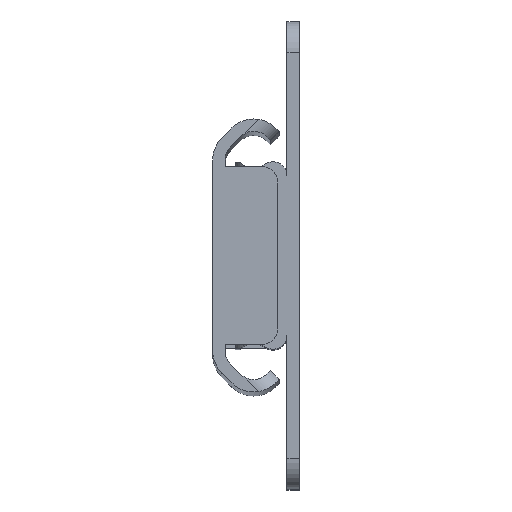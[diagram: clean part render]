
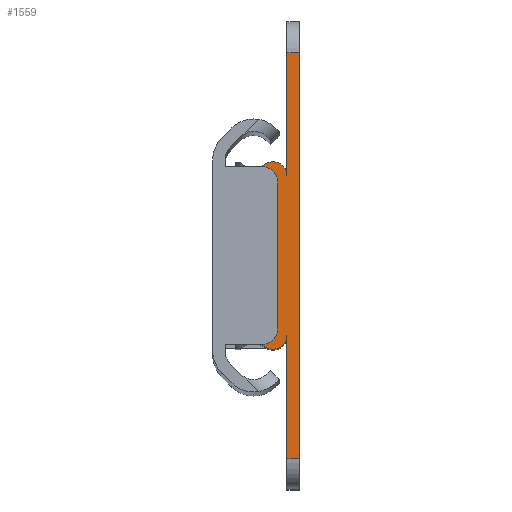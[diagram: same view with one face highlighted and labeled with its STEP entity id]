
A CAD part, top view. The second image highlights one B-rep face of the part: STEP entity #1559.
In plain terms, the highlighted planar face has unit normal (0, 0, 1).
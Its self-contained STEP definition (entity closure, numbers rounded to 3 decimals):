
#32 = AXIS2_PLACEMENT_3D ( 'NONE', #587, #3507, #1514 ) ;
#44 = VERTEX_POINT ( 'NONE', #3578 ) ;
#55 = EDGE_CURVE ( 'NONE', #44, #95, #3697, .T. ) ;
#95 = VERTEX_POINT ( 'NONE', #3409 ) ;
#115 = VERTEX_POINT ( 'NONE', #1076 ) ;
#120 = CARTESIAN_POINT ( 'NONE',  ( -1.6, 0., 0. ) ) ;
#142 = ORIENTED_EDGE ( 'NONE', *, *, #3140, .T. ) ;
#145 = CARTESIAN_POINT ( 'NONE',  ( 1.6, -26.2, 0. ) ) ;
#196 = VERTEX_POINT ( 'NONE', #1182 ) ;
#236 = DIRECTION ( 'NONE',  ( 0., 0., 1. ) ) ;
#265 = CARTESIAN_POINT ( 'NONE',  ( -3.7, 10.32, 0. ) ) ;
#333 = EDGE_CURVE ( 'NONE', #1170, #501, #2084, .T. ) ;
#341 = FACE_OUTER_BOUND ( 'NONE', #3355, .T. ) ;
#347 = ORIENTED_EDGE ( 'NONE', *, *, #3712, .T. ) ;
#381 = PLANE ( 'NONE',  #32 ) ;
#428 = DIRECTION ( 'NONE',  ( 0., 0., -1. ) ) ;
#457 = CIRCLE ( 'NONE', #947, 2.38 ) ;
#480 = CARTESIAN_POINT ( 'NONE',  ( -2.877, 11.763, 0. ) ) ;
#488 = EDGE_CURVE ( 'NONE', #887, #1170, #3732, .T. ) ;
#494 = EDGE_CURVE ( 'NONE', #501, #2586, #1363, .T. ) ;
#499 = VERTEX_POINT ( 'NONE', #553 ) ;
#501 = VERTEX_POINT ( 'NONE', #1758 ) ;
#510 = AXIS2_PLACEMENT_3D ( 'NONE', #1221, #2070, #2905 ) ;
#528 = LINE ( 'NONE', #145, #1138 ) ;
#553 = CARTESIAN_POINT ( 'NONE',  ( 0., 26.2, 0. ) ) ;
#587 = CARTESIAN_POINT ( 'NONE',  ( -1.8, 10.32, 0. ) ) ;
#590 = CIRCLE ( 'NONE', #2693, 0.2 ) ;
#610 = DIRECTION ( 'NONE',  ( 1., 0., 0. ) ) ;
#731 = DIRECTION ( 'NONE',  ( 0., -1., 0. ) ) ;
#765 = DIRECTION ( 'NONE',  ( 1., 0., 0. ) ) ;
#794 = DIRECTION ( 'NONE',  ( 1., 0., 0. ) ) ;
#795 = EDGE_CURVE ( 'NONE', #1034, #903, #457, .T. ) ;
#819 = EDGE_CURVE ( 'NONE', #3088, #1850, #3594, .T. ) ;
#878 = CARTESIAN_POINT ( 'NONE',  ( -3.7, -11.367, 0. ) ) ;
#887 = VERTEX_POINT ( 'NONE', #3028 ) ;
#895 = CARTESIAN_POINT ( 'NONE',  ( -1.8, -10.32, 0. ) ) ;
#903 = VERTEX_POINT ( 'NONE', #1446 ) ;
#947 = AXIS2_PLACEMENT_3D ( 'NONE', #3011, #428, #2723 ) ;
#986 = EDGE_CURVE ( 'NONE', #3260, #1034, #1664, .T. ) ;
#1034 = VERTEX_POINT ( 'NONE', #480 ) ;
#1064 = DIRECTION ( 'NONE',  ( 0., -1., 0. ) ) ;
#1066 = ORIENTED_EDGE ( 'NONE', *, *, #1970, .T. ) ;
#1067 = VECTOR ( 'NONE', #1912, 1000. ) ;
#1076 = CARTESIAN_POINT ( 'NONE',  ( 0., -26.2, 0. ) ) ;
#1113 = DIRECTION ( 'NONE',  ( 1., 0., 0. ) ) ;
#1118 = VERTEX_POINT ( 'NONE', #1899 ) ;
#1136 = CARTESIAN_POINT ( 'NONE',  ( 0., 10.32, 0. ) ) ;
#1138 = VECTOR ( 'NONE', #794, 1000. ) ;
#1170 = VERTEX_POINT ( 'NONE', #878 ) ;
#1182 = CARTESIAN_POINT ( 'NONE',  ( -1.92, -10.48, 0. ) ) ;
#1221 = CARTESIAN_POINT ( 'NONE',  ( -4.3, -13.67, 0. ) ) ;
#1317 = VERTEX_POINT ( 'NONE', #3037 ) ;
#1329 = CARTESIAN_POINT ( 'NONE',  ( -1.8, -10.32, 0. ) ) ;
#1332 = LINE ( 'NONE', #3638, #3604 ) ;
#1335 = EDGE_CURVE ( 'NONE', #499, #3260, #2488, .T. ) ;
#1363 = CIRCLE ( 'NONE', #2498, 1.8 ) ;
#1368 = AXIS2_PLACEMENT_3D ( 'NONE', #3045, #236, #765 ) ;
#1429 = ORIENTED_EDGE ( 'NONE', *, *, #2247, .T. ) ;
#1446 = CARTESIAN_POINT ( 'NONE',  ( -3.7, 11.367, 0. ) ) ;
#1514 = DIRECTION ( 'NONE',  ( 1., 0., 0. ) ) ;
#1559 = ADVANCED_FACE ( 'NONE', ( #341 ), #381, .T. ) ;
#1613 = AXIS2_PLACEMENT_3D ( 'NONE', #2449, #1928, #3339 ) ;
#1664 = CIRCLE ( 'NONE', #1368, 1.8 ) ;
#1758 = CARTESIAN_POINT ( 'NONE',  ( -2.877, -11.763, 0. ) ) ;
#1806 = VECTOR ( 'NONE', #2031, 1000. ) ;
#1850 = VERTEX_POINT ( 'NONE', #2172 ) ;
#1899 = CARTESIAN_POINT ( 'NONE',  ( -1.6, -10.32, 0. ) ) ;
#1912 = DIRECTION ( 'NONE',  ( 0., -1., 0. ) ) ;
#1928 = DIRECTION ( 'NONE',  ( 0., 0., 1. ) ) ;
#1949 = ORIENTED_EDGE ( 'NONE', *, *, #1335, .T. ) ;
#1970 = EDGE_CURVE ( 'NONE', #95, #1317, #2625, .T. ) ;
#2006 = DIRECTION ( 'NONE',  ( 0., 0., 1. ) ) ;
#2031 = DIRECTION ( 'NONE',  ( 0., -1., 0. ) ) ;
#2070 = DIRECTION ( 'NONE',  ( 0., 0., -1. ) ) ;
#2080 = CARTESIAN_POINT ( 'NONE',  ( 1.6, 26.2, 0. ) ) ;
#2084 = CIRCLE ( 'NONE', #510, 2.38 ) ;
#2172 = CARTESIAN_POINT ( 'NONE',  ( 1.6, -26.2, 0. ) ) ;
#2185 = LINE ( 'NONE', #3331, #2451 ) ;
#2216 = CIRCLE ( 'NONE', #1613, 3.98 ) ;
#2230 = EDGE_CURVE ( 'NONE', #1317, #1118, #2778, .T. ) ;
#2247 = EDGE_CURVE ( 'NONE', #3088, #499, #2185, .T. ) ;
#2257 = DIRECTION ( 'NONE',  ( 0., 0., 1. ) ) ;
#2308 = LINE ( 'NONE', #3125, #1806 ) ;
#2321 = VECTOR ( 'NONE', #3472, 1000. ) ;
#2327 = AXIS2_PLACEMENT_3D ( 'NONE', #3387, #3458, #1113 ) ;
#2370 = ORIENTED_EDGE ( 'NONE', *, *, #55, .T. ) ;
#2407 = CARTESIAN_POINT ( 'NONE',  ( 1.6, -30.2, 0. ) ) ;
#2418 = DIRECTION ( 'NONE',  ( -1., 0., 0. ) ) ;
#2434 = ORIENTED_EDGE ( 'NONE', *, *, #494, .T. ) ;
#2436 = AXIS2_PLACEMENT_3D ( 'NONE', #2725, #2257, #2499 ) ;
#2449 = CARTESIAN_POINT ( 'NONE',  ( -4.3, -13.67, 0. ) ) ;
#2451 = VECTOR ( 'NONE', #2418, 1000. ) ;
#2456 = ORIENTED_EDGE ( 'NONE', *, *, #2792, .T. ) ;
#2476 = ORIENTED_EDGE ( 'NONE', *, *, #795, .T. ) ;
#2477 = DIRECTION ( 'NONE',  ( 0., -1., 0. ) ) ;
#2484 = CARTESIAN_POINT ( 'NONE',  ( 0., -10.32, 0. ) ) ;
#2488 = LINE ( 'NONE', #3291, #1067 ) ;
#2498 = AXIS2_PLACEMENT_3D ( 'NONE', #895, #2006, #610 ) ;
#2499 = DIRECTION ( 'NONE',  ( 1., 0., 0. ) ) ;
#2510 = VECTOR ( 'NONE', #2477, 1000. ) ;
#2525 = ORIENTED_EDGE ( 'NONE', *, *, #333, .T. ) ;
#2541 = EDGE_CURVE ( 'NONE', #115, #1850, #528, .T. ) ;
#2547 = EDGE_CURVE ( 'NONE', #196, #887, #2216, .T. ) ;
#2559 = VECTOR ( 'NONE', #731, 1000. ) ;
#2586 = VERTEX_POINT ( 'NONE', #2484 ) ;
#2606 = ORIENTED_EDGE ( 'NONE', *, *, #2547, .T. ) ;
#2625 = CIRCLE ( 'NONE', #2327, 0.2 ) ;
#2693 = AXIS2_PLACEMENT_3D ( 'NONE', #1329, #3621, #3087 ) ;
#2723 = DIRECTION ( 'NONE',  ( 1., 0., 0. ) ) ;
#2725 = CARTESIAN_POINT ( 'NONE',  ( -4.3, 13.67, 0. ) ) ;
#2744 = ORIENTED_EDGE ( 'NONE', *, *, #2541, .T. ) ;
#2778 = LINE ( 'NONE', #120, #2510 ) ;
#2792 = EDGE_CURVE ( 'NONE', #903, #44, #1332, .T. ) ;
#2905 = DIRECTION ( 'NONE',  ( 1., 0., 0. ) ) ;
#3011 = CARTESIAN_POINT ( 'NONE',  ( -4.3, 13.67, 0. ) ) ;
#3028 = CARTESIAN_POINT ( 'NONE',  ( -3.7, -9.735, 0. ) ) ;
#3037 = CARTESIAN_POINT ( 'NONE',  ( -1.6, 10.32, 0. ) ) ;
#3045 = CARTESIAN_POINT ( 'NONE',  ( -1.8, 10.32, 0. ) ) ;
#3051 = ORIENTED_EDGE ( 'NONE', *, *, #2230, .T. ) ;
#3087 = DIRECTION ( 'NONE',  ( 1., 0., 0. ) ) ;
#3088 = VERTEX_POINT ( 'NONE', #2080 ) ;
#3125 = CARTESIAN_POINT ( 'NONE',  ( 0., 0., 0. ) ) ;
#3140 = EDGE_CURVE ( 'NONE', #1118, #196, #590, .T. ) ;
#3189 = ORIENTED_EDGE ( 'NONE', *, *, #819, .F. ) ;
#3260 = VERTEX_POINT ( 'NONE', #1136 ) ;
#3291 = CARTESIAN_POINT ( 'NONE',  ( 0., 0., 0. ) ) ;
#3331 = CARTESIAN_POINT ( 'NONE',  ( 0., 26.2, 0. ) ) ;
#3336 = ORIENTED_EDGE ( 'NONE', *, *, #986, .T. ) ;
#3339 = DIRECTION ( 'NONE',  ( 1., 0., 0. ) ) ;
#3355 = EDGE_LOOP ( 'NONE', ( #347, #2744, #3189, #1429, #1949, #3336, #2476, #2456, #2370, #1066, #3051, #142, #2606, #3523, #2525, #2434 ) ) ;
#3387 = CARTESIAN_POINT ( 'NONE',  ( -1.8, 10.32, 0. ) ) ;
#3409 = CARTESIAN_POINT ( 'NONE',  ( -1.92, 10.48, 0. ) ) ;
#3458 = DIRECTION ( 'NONE',  ( 0., 0., -1. ) ) ;
#3472 = DIRECTION ( 'NONE',  ( 0., -1., 0. ) ) ;
#3507 = DIRECTION ( 'NONE',  ( 0., 0., 1. ) ) ;
#3523 = ORIENTED_EDGE ( 'NONE', *, *, #488, .T. ) ;
#3578 = CARTESIAN_POINT ( 'NONE',  ( -3.7, 9.735, 0. ) ) ;
#3594 = LINE ( 'NONE', #2407, #2559 ) ;
#3604 = VECTOR ( 'NONE', #1064, 1000. ) ;
#3621 = DIRECTION ( 'NONE',  ( 0., 0., -1. ) ) ;
#3638 = CARTESIAN_POINT ( 'NONE',  ( -3.7, 10.32, 0. ) ) ;
#3697 = CIRCLE ( 'NONE', #2436, 3.98 ) ;
#3712 = EDGE_CURVE ( 'NONE', #2586, #115, #2308, .T. ) ;
#3732 = LINE ( 'NONE', #265, #2321 ) ;
